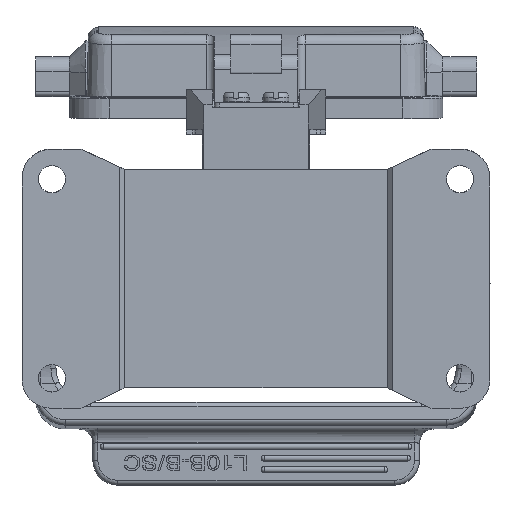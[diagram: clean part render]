
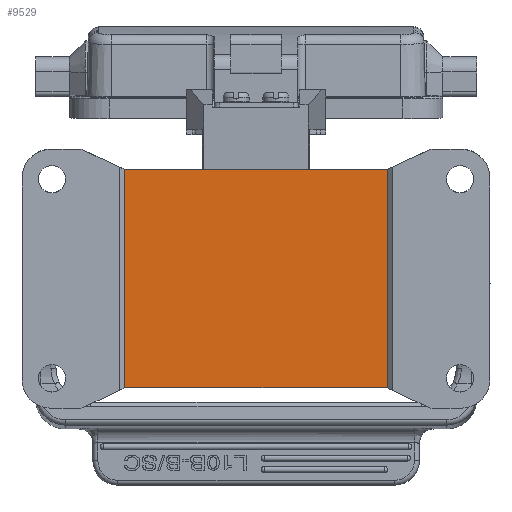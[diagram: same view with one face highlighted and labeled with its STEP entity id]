
A CAD part, front view. The second image highlights one B-rep face of the part: STEP entity #9529.
In plain terms, the highlighted planar face has unit normal (0, -1, -0.009).
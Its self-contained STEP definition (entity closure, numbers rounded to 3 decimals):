
#8341=PLANE('',#32670);
#9529=ADVANCED_FACE('',(#11704),#8341,.F.);
#11704=FACE_OUTER_BOUND('',#13300,.T.);
#13300=EDGE_LOOP('',(#18893,#18894,#18895,#18896,#18897,#18898,#18899,#18900));
#18893=ORIENTED_EDGE('',*,*,#27603,.T.);
#18894=ORIENTED_EDGE('',*,*,#27598,.F.);
#18895=ORIENTED_EDGE('',*,*,#27957,.F.);
#18896=ORIENTED_EDGE('',*,*,#27958,.F.);
#18897=ORIENTED_EDGE('',*,*,#27784,.T.);
#18898=ORIENTED_EDGE('',*,*,#27788,.F.);
#18899=ORIENTED_EDGE('',*,*,#27955,.T.);
#18900=ORIENTED_EDGE('',*,*,#27956,.F.);
#24034=VERTEX_POINT('',#48438);
#24035=VERTEX_POINT('',#48443);
#24038=VERTEX_POINT('',#48456);
#24133=VERTEX_POINT('',#48978);
#24135=VERTEX_POINT('',#48985);
#24139=VERTEX_POINT('',#49012);
#24243=VERTEX_POINT('',#49663);
#24244=VERTEX_POINT('',#49678);
#27598=EDGE_CURVE('',#24034,#24035,#30176,.T.);
#27603=EDGE_CURVE('',#24038,#24035,#30179,.T.);
#27784=EDGE_CURVE('',#24133,#24135,#30212,.T.);
#27788=EDGE_CURVE('',#24139,#24135,#30215,.T.);
#27955=EDGE_CURVE('',#24139,#24243,#30251,.T.);
#27956=EDGE_CURVE('',#24038,#24243,#30252,.T.);
#27957=EDGE_CURVE('',#24244,#24034,#30253,.T.);
#27958=EDGE_CURVE('',#24133,#24244,#30254,.T.);
#30176=B_SPLINE_CURVE_WITH_KNOTS('',3,(#48439,#48440,#48441,#48442),
 .UNSPECIFIED.,.F.,.F.,(4,4),(0.,1.),.UNSPECIFIED.);
#30179=B_SPLINE_CURVE_WITH_KNOTS('',3,(#48458,#48459,#48460,#48461),
 .UNSPECIFIED.,.F.,.F.,(4,4),(0.,1.),.UNSPECIFIED.);
#30212=B_SPLINE_CURVE_WITH_KNOTS('',3,(#48986,#48987,#48988,#48989),
 .UNSPECIFIED.,.F.,.F.,(4,4),(0.,1.),.UNSPECIFIED.);
#30215=B_SPLINE_CURVE_WITH_KNOTS('',3,(#49013,#49014,#49015,#49016),
 .UNSPECIFIED.,.F.,.F.,(4,4),(0.,1.),.UNSPECIFIED.);
#30251=B_SPLINE_CURVE_WITH_KNOTS('',3,(#49664,#49665,#49666,#49667),
 .UNSPECIFIED.,.F.,.F.,(4,4),(0.,1.),.UNSPECIFIED.);
#30252=B_SPLINE_CURVE_WITH_KNOTS('',3,(#49669,#49670,#49671,#49672),
 .UNSPECIFIED.,.F.,.F.,(4,4),(0.,1.),.UNSPECIFIED.);
#30253=B_SPLINE_CURVE_WITH_KNOTS('',3,(#49674,#49675,#49676,#49677),
 .UNSPECIFIED.,.F.,.F.,(4,4),(0.,1.),.UNSPECIFIED.);
#30254=B_SPLINE_CURVE_WITH_KNOTS('',3,(#49679,#49680,#49681,#49682),
 .UNSPECIFIED.,.F.,.F.,(4,4),(0.,1.),.UNSPECIFIED.);
#32670=AXIS2_PLACEMENT_3D('',#49683,#38170,#38171);
#38170=DIRECTION('',(0.,1.,0.009));
#38171=DIRECTION('',(0.,0.009,-1.));
#48438=CARTESIAN_POINT('',(73.397,1.268,0.001));
#48439=CARTESIAN_POINT('',(73.398,1.268,0.));
#48440=CARTESIAN_POINT('',(73.403,1.268,0.003));
#48441=CARTESIAN_POINT('',(73.409,1.268,0.005));
#48442=CARTESIAN_POINT('',(73.414,1.268,0.008));
#48443=CARTESIAN_POINT('',(73.415,1.268,0.006));
#48456=CARTESIAN_POINT('',(73.415,1.651,-43.887));
#48458=CARTESIAN_POINT('',(73.415,1.651,-43.887));
#48459=CARTESIAN_POINT('',(73.415,1.523,-29.256));
#48460=CARTESIAN_POINT('',(73.415,1.395,-14.625));
#48461=CARTESIAN_POINT('',(73.415,1.268,0.006));
#48978=CARTESIAN_POINT('',(20.572,1.284,0.006));
#48985=CARTESIAN_POINT('',(20.572,1.667,-43.886));
#48986=CARTESIAN_POINT('',(20.572,1.284,0.006));
#48987=CARTESIAN_POINT('',(20.572,1.412,-14.625));
#48988=CARTESIAN_POINT('',(20.572,1.539,-29.255));
#48989=CARTESIAN_POINT('',(20.572,1.667,-43.886));
#49012=CARTESIAN_POINT('',(20.589,1.667,-43.881));
#49013=CARTESIAN_POINT('',(20.589,1.667,-43.88));
#49014=CARTESIAN_POINT('',(20.584,1.667,-43.883));
#49015=CARTESIAN_POINT('',(20.578,1.667,-43.885));
#49016=CARTESIAN_POINT('',(20.573,1.667,-43.888));
#49663=CARTESIAN_POINT('',(73.398,1.651,-43.88));
#49664=CARTESIAN_POINT('',(20.589,1.667,-43.881));
#49665=CARTESIAN_POINT('',(38.192,1.661,-43.88));
#49666=CARTESIAN_POINT('',(55.795,1.656,-43.88));
#49667=CARTESIAN_POINT('',(73.398,1.651,-43.88));
#49669=CARTESIAN_POINT('',(73.415,1.651,-43.888));
#49670=CARTESIAN_POINT('',(73.409,1.651,-43.885));
#49671=CARTESIAN_POINT('',(73.403,1.651,-43.883));
#49672=CARTESIAN_POINT('',(73.398,1.651,-43.88));
#49674=CARTESIAN_POINT('',(20.589,1.284,0.));
#49675=CARTESIAN_POINT('',(38.192,1.279,0.));
#49676=CARTESIAN_POINT('',(55.795,1.273,0.));
#49677=CARTESIAN_POINT('',(73.397,1.268,0.));
#49678=CARTESIAN_POINT('',(20.589,1.284,0.001));
#49679=CARTESIAN_POINT('',(20.572,1.284,0.008));
#49680=CARTESIAN_POINT('',(20.578,1.284,0.005));
#49681=CARTESIAN_POINT('',(20.584,1.284,0.003));
#49682=CARTESIAN_POINT('',(20.589,1.284,0.));
#49683=CARTESIAN_POINT('',(46.993,1.467,-21.94));
